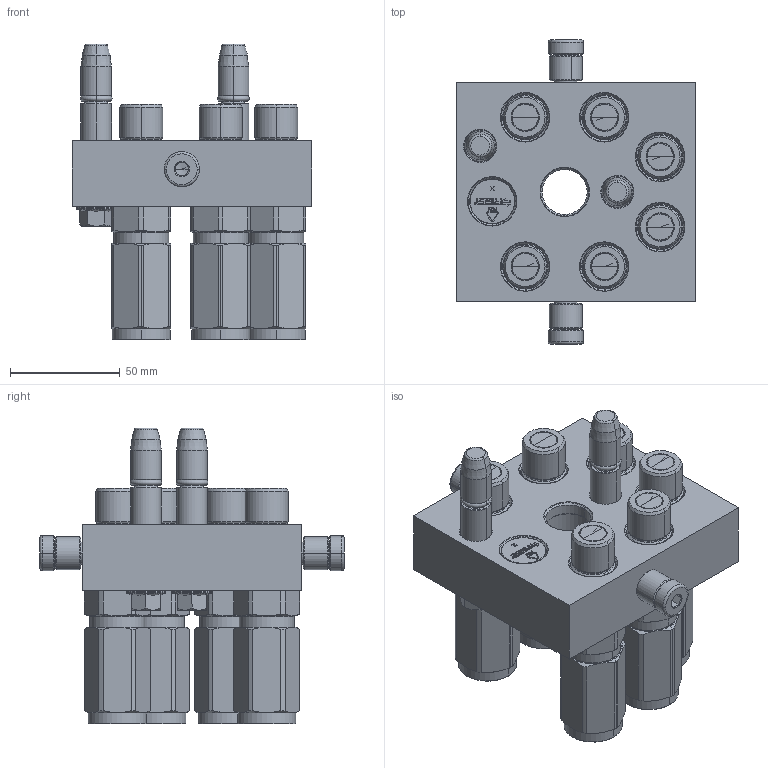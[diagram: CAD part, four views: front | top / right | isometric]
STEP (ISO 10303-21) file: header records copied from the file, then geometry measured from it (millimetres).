
FILE_DESCRIPTION (( 'STEP AP214' ), '1' );
FILE_NAME ('FASTER.step', '2022-10-25T06:14:31', ( '' ), ( '' ), 'SwSTEP 2.0', 'SolidWorks 2017', '' );
FILE_SCHEMA (( 'AUTOMOTIVE_DESIGN' ));
Length unit declared in the file: millimetre
Products named in the file (12): 1540_080_0008_000; TAPPO_38; 4830_013_3000_030; 3ffnp38_gas_m; P5068_M_BASE; et002; 4830_028_1000_011; or2_62x9_19_m; 4850_010_0000_000; 4830_021_0000_000; FASTER
Assembly tree (21 placements, depth 3):
  FASTER
    P5068_M_BASE
      4850_010_0000_000
      4830_021_0000_000  x2
      1540_080_0008_000  x2
      4830_013_3000_030  x2
      4830_028_1000_011  x2
      or2_62x9_19_m  x2
    3ffnp38_gas_m  x6
      3ffnp38_gas_m
    TAPPO_38
    et002
Bounding box: 109.3 x 138.6 x 134.8 mm (x, y, z)
Volume: 8093.1 mm3; surface area: 155027.1 mm2
Topology: 6 solids, 77 shells, 2730 faces, 7949 edges, 5291 vertices
Faces by surface type: plane 1532, cylinder 527, cone 424, torus 155, bspline 86, sphere 6
Entity records: 67874 total; most frequent: CARTESIAN_POINT 15712, ORIENTED_EDGE 9880, DIRECTION 9222, EDGE_CURVE 5066, VECTOR 3844, LINE 3844, VERTEX_POINT 3322, AXIS2_PLACEMENT_3D 2689
